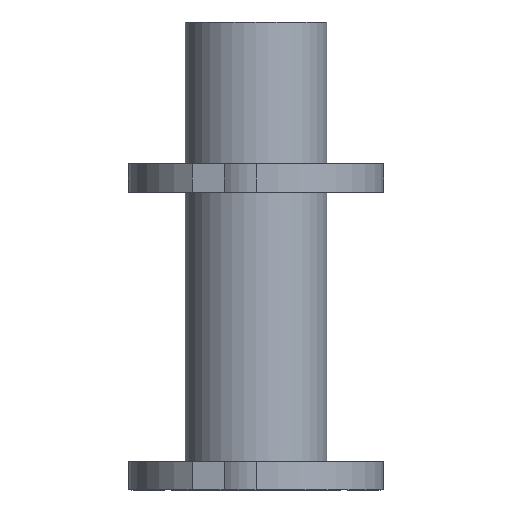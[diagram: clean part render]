
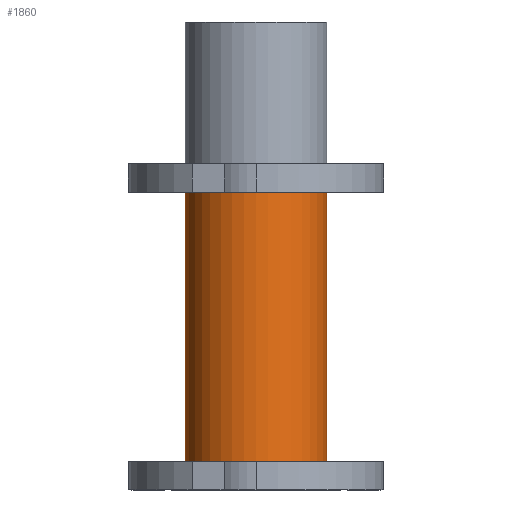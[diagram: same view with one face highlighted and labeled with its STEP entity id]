
A CAD part, front view. The second image highlights one B-rep face of the part: STEP entity #1860.
In plain terms, the highlighted cylindrical face has radius 5 mm (diameter 10 mm), a partial arc.
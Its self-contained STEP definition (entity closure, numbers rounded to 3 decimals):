
#566 = PLANE('',#567);
#567 = AXIS2_PLACEMENT_3D('',#568,#569,#570);
#568 = CARTESIAN_POINT('',(-0.081,-19.752,-2.));
#569 = DIRECTION('',(0.,0.,-1.));
#570 = DIRECTION('',(0.,1.,0.));
#1469 = VERTEX_POINT('',#1470);
#1470 = CARTESIAN_POINT('',(-5.,-10.,-2.));
#1484 = PLANE('',#1485);
#1485 = AXIS2_PLACEMENT_3D('',#1486,#1487,#1488);
#1486 = CARTESIAN_POINT('',(-5.,-10.,-2.));
#1487 = DIRECTION('',(1.,0.,0.));
#1488 = DIRECTION('',(0.,1.,0.));
#1496 = EDGE_CURVE('',#1497,#1469,#1499,.T.);
#1497 = VERTEX_POINT('',#1498);
#1498 = CARTESIAN_POINT('',(5.,-10.,-2.));
#1499 = SURFACE_CURVE('',#1500,(#1505,#1512),.PCURVE_S1.);
#1500 = CIRCLE('',#1501,5.);
#1501 = AXIS2_PLACEMENT_3D('',#1502,#1503,#1504);
#1502 = CARTESIAN_POINT('',(0.,-10.,-2.));
#1503 = DIRECTION('',(0.,0.,-1.));
#1504 = DIRECTION('',(1.,0.,0.));
#1505 = PCURVE('',#566,#1506);
#1506 = DEFINITIONAL_REPRESENTATION('',(#1507),#1511);
#1507 = CIRCLE('',#1508,5.);
#1508 = AXIS2_PLACEMENT_2D('',#1509,#1510);
#1509 = CARTESIAN_POINT('',(9.752,0.081));
#1510 = DIRECTION('',(-0.,1.));
#1511 = ( GEOMETRIC_REPRESENTATION_CONTEXT(2) 
PARAMETRIC_REPRESENTATION_CONTEXT() REPRESENTATION_CONTEXT('2D SPACE',''
  ) );
#1512 = PCURVE('',#1513,#1518);
#1513 = CYLINDRICAL_SURFACE('',#1514,5.);
#1514 = AXIS2_PLACEMENT_3D('',#1515,#1516,#1517);
#1515 = CARTESIAN_POINT('',(0.,-10.,-2.));
#1516 = DIRECTION('',(0.,0.,1.));
#1517 = DIRECTION('',(1.,0.,0.));
#1518 = DEFINITIONAL_REPRESENTATION('',(#1519),#1523);
#1519 = LINE('',#1520,#1521);
#1520 = CARTESIAN_POINT('',(-0.,0.));
#1521 = VECTOR('',#1522,1.);
#1522 = DIRECTION('',(-1.,0.));
#1523 = ( GEOMETRIC_REPRESENTATION_CONTEXT(2) 
PARAMETRIC_REPRESENTATION_CONTEXT() REPRESENTATION_CONTEXT('2D SPACE',''
  ) );
#1541 = PLANE('',#1542);
#1542 = AXIS2_PLACEMENT_3D('',#1543,#1544,#1545);
#1543 = CARTESIAN_POINT('',(5.,-10.,-2.));
#1544 = DIRECTION('',(1.,0.,0.));
#1545 = DIRECTION('',(0.,1.,0.));
#1778 = PLANE('',#1779);
#1779 = AXIS2_PLACEMENT_3D('',#1780,#1781,#1782);
#1780 = CARTESIAN_POINT('',(-0.081,-19.752,-21.));
#1781 = DIRECTION('',(0.,0.,-1.));
#1782 = DIRECTION('',(0.,1.,0.));
#1815 = EDGE_CURVE('',#1497,#1816,#1818,.T.);
#1816 = VERTEX_POINT('',#1817);
#1817 = CARTESIAN_POINT('',(5.,-10.,-21.));
#1818 = SURFACE_CURVE('',#1819,(#1823,#1830),.PCURVE_S1.);
#1819 = LINE('',#1820,#1821);
#1820 = CARTESIAN_POINT('',(5.,-10.,-2.));
#1821 = VECTOR('',#1822,1.);
#1822 = DIRECTION('',(-0.,0.,-1.));
#1823 = PCURVE('',#1541,#1824);
#1824 = DEFINITIONAL_REPRESENTATION('',(#1825),#1829);
#1825 = LINE('',#1826,#1827);
#1826 = CARTESIAN_POINT('',(0.,0.));
#1827 = VECTOR('',#1828,1.);
#1828 = DIRECTION('',(0.,-1.));
#1829 = ( GEOMETRIC_REPRESENTATION_CONTEXT(2) 
PARAMETRIC_REPRESENTATION_CONTEXT() REPRESENTATION_CONTEXT('2D SPACE',''
  ) );
#1830 = PCURVE('',#1513,#1831);
#1831 = DEFINITIONAL_REPRESENTATION('',(#1832),#1836);
#1832 = LINE('',#1833,#1834);
#1833 = CARTESIAN_POINT('',(0.,0.));
#1834 = VECTOR('',#1835,1.);
#1835 = DIRECTION('',(-0.,-1.));
#1836 = ( GEOMETRIC_REPRESENTATION_CONTEXT(2) 
PARAMETRIC_REPRESENTATION_CONTEXT() REPRESENTATION_CONTEXT('2D SPACE',''
  ) );
#1860 = ADVANCED_FACE('',(#1861),#1513,.T.);
#1861 = FACE_BOUND('',#1862,.F.);
#1862 = EDGE_LOOP('',(#1863,#1864,#1888,#1909));
#1863 = ORIENTED_EDGE('',*,*,#1815,.T.);
#1864 = ORIENTED_EDGE('',*,*,#1865,.T.);
#1865 = EDGE_CURVE('',#1816,#1866,#1868,.T.);
#1866 = VERTEX_POINT('',#1867);
#1867 = CARTESIAN_POINT('',(-5.,-10.,-21.));
#1868 = SURFACE_CURVE('',#1869,(#1874,#1881),.PCURVE_S1.);
#1869 = CIRCLE('',#1870,5.);
#1870 = AXIS2_PLACEMENT_3D('',#1871,#1872,#1873);
#1871 = CARTESIAN_POINT('',(0.,-10.,-21.));
#1872 = DIRECTION('',(0.,0.,-1.));
#1873 = DIRECTION('',(1.,0.,0.));
#1874 = PCURVE('',#1513,#1875);
#1875 = DEFINITIONAL_REPRESENTATION('',(#1876),#1880);
#1876 = LINE('',#1877,#1878);
#1877 = CARTESIAN_POINT('',(-0.,-19.));
#1878 = VECTOR('',#1879,1.);
#1879 = DIRECTION('',(-1.,0.));
#1880 = ( GEOMETRIC_REPRESENTATION_CONTEXT(2) 
PARAMETRIC_REPRESENTATION_CONTEXT() REPRESENTATION_CONTEXT('2D SPACE',''
  ) );
#1881 = PCURVE('',#1778,#1882);
#1882 = DEFINITIONAL_REPRESENTATION('',(#1883),#1887);
#1883 = CIRCLE('',#1884,5.);
#1884 = AXIS2_PLACEMENT_2D('',#1885,#1886);
#1885 = CARTESIAN_POINT('',(9.752,0.081));
#1886 = DIRECTION('',(-0.,1.));
#1887 = ( GEOMETRIC_REPRESENTATION_CONTEXT(2) 
PARAMETRIC_REPRESENTATION_CONTEXT() REPRESENTATION_CONTEXT('2D SPACE',''
  ) );
#1888 = ORIENTED_EDGE('',*,*,#1889,.F.);
#1889 = EDGE_CURVE('',#1469,#1866,#1890,.T.);
#1890 = SURFACE_CURVE('',#1891,(#1895,#1902),.PCURVE_S1.);
#1891 = LINE('',#1892,#1893);
#1892 = CARTESIAN_POINT('',(-5.,-10.,-2.));
#1893 = VECTOR('',#1894,1.);
#1894 = DIRECTION('',(-0.,0.,-1.));
#1895 = PCURVE('',#1513,#1896);
#1896 = DEFINITIONAL_REPRESENTATION('',(#1897),#1901);
#1897 = LINE('',#1898,#1899);
#1898 = CARTESIAN_POINT('',(-3.142,0.));
#1899 = VECTOR('',#1900,1.);
#1900 = DIRECTION('',(-0.,-1.));
#1901 = ( GEOMETRIC_REPRESENTATION_CONTEXT(2) 
PARAMETRIC_REPRESENTATION_CONTEXT() REPRESENTATION_CONTEXT('2D SPACE',''
  ) );
#1902 = PCURVE('',#1484,#1903);
#1903 = DEFINITIONAL_REPRESENTATION('',(#1904),#1908);
#1904 = LINE('',#1905,#1906);
#1905 = CARTESIAN_POINT('',(0.,0.));
#1906 = VECTOR('',#1907,1.);
#1907 = DIRECTION('',(0.,-1.));
#1908 = ( GEOMETRIC_REPRESENTATION_CONTEXT(2) 
PARAMETRIC_REPRESENTATION_CONTEXT() REPRESENTATION_CONTEXT('2D SPACE',''
  ) );
#1909 = ORIENTED_EDGE('',*,*,#1496,.F.);
